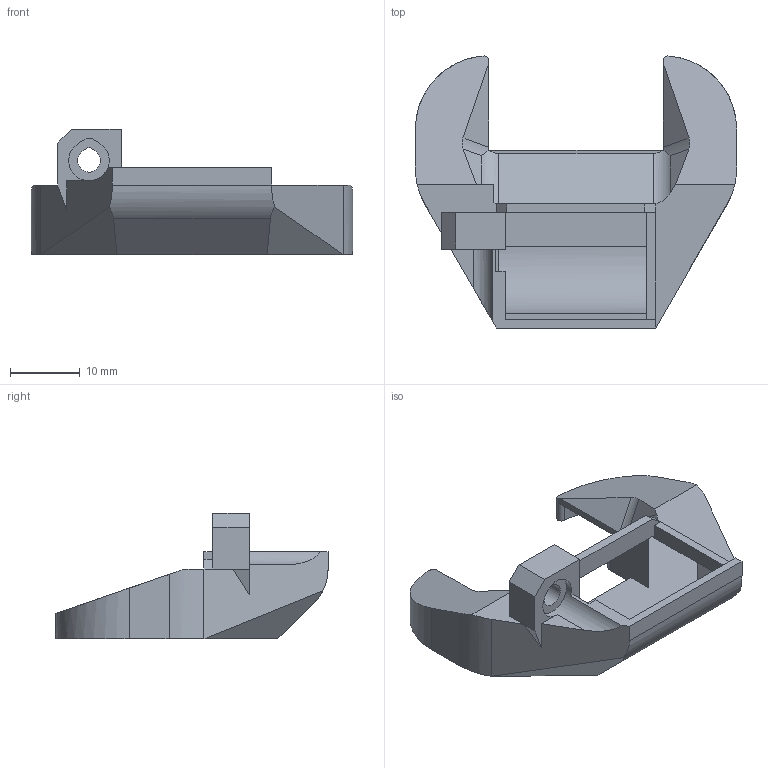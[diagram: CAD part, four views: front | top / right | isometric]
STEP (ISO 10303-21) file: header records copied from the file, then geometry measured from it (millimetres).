
FILE_DESCRIPTION(('FreeCAD Model'),'2;1');
FILE_NAME( 'duct.step', '2020-06-22T19:16:35',('Author'),(''), 'Open CASCADE STEP processor 7.3','FreeCAD','Unknown');
FILE_SCHEMA(('AUTOMOTIVE_DESIGN { 1 0 10303 214 1 1 1 1 }'));
Length unit declared in the file: millimetre
Products named in the file (1): nozzle_fan_duct
Bounding box: 46 x 38.98 x 18 mm (x, y, z)
Volume: 3552.6 mm3; surface area: 5880.6 mm2
Topology: 1 solids, 3 shells, 128 faces, 366 edges, 238 vertices
Faces by surface type: plane 102, cylinder 26
Entity records: 9864 total; most frequent: CARTESIAN_POINT 2607, DIRECTION 1345, LINE 886, VECTOR 886, ORIENTED_EDGE 732, PCURVE 732, DEFINITIONAL_REPRESENTATION 732, EDGE_CURVE 366
